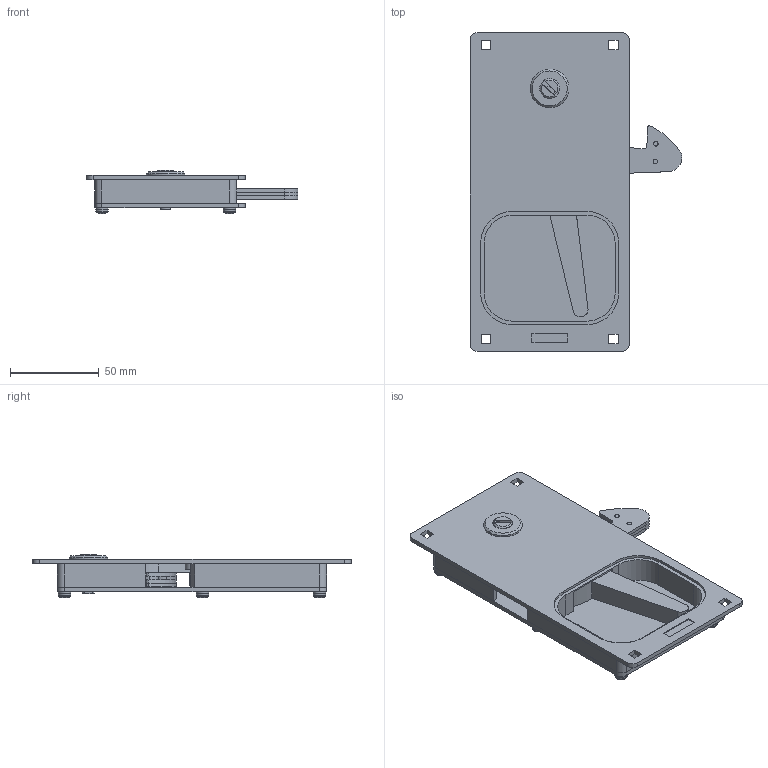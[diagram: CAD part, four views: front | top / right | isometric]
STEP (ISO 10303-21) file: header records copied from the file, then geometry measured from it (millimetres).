
FILE_DESCRIPTION (( 'STEP AP203' ), '1' );
FILE_NAME ('A-878-2-A-L_.STEP', '2023-07-07T08:40:24', ( '' ), ( '' ), 'SwSTEP 2.0', 'SolidWorks 2021', '' );
FILE_SCHEMA (( 'CONFIG_CONTROL_DESIGN' ));
Length unit declared in the file: millimetre
Products named in the file (16): 01828-B105_; 01828-B113_; 01828-B103_; 21313-B102_; 21313-B108_; 01828-B104_; A-878-2-A-L_; 01828-B101_; C-187-1M7ナット_; 01828-B107_; 01828-B106_; 21313-B000__A-878用(L_施錠　R_解錠)ﾃﾞﾌｫﾙﾄ; 21313-B101_; C-187-1座金__; 01828-B102_; COPYcross-recessed head machine screw_ver1.06__★M4x8十字穴付なべ小ねじ(SUS)SWシングルセムス(P2)
Assembly tree (24 placements, depth 3):
  A-878-2-A-L_
    01828-B101_
    01828-B102_
    01828-B103_  x2
    01828-B104_
    01828-B105_  x4
    01828-B106_
    01828-B107_
    01828-B113_
    21313-B000__A-878用(L_施錠　R_解錠)ﾃﾞﾌｫﾙﾄ
      21313-B101_
      21313-B102_
      21313-B108_
      C-187-1座金__
      C-187-1M7ナット_
    COPYcross-recessed head machine screw_ver1.06__★M4x8十字穴付なべ小ねじ(SUS)SWシングルセムス(P2)  x6
Bounding box: 119.75 x 180 x 24.75 mm (x, y, z)
Volume: 112268.8 mm3; surface area: 92629.4 mm2
Topology: 23 solids, 23 shells, 814 faces, 2137 edges, 1388 vertices
Faces by surface type: plane 374, cylinder 346, cone 66, torus 16, sphere 12
Entity records: 19399 total; most frequent: CARTESIAN_POINT 3283, DIRECTION 3105, ORIENTED_EDGE 2884, EDGE_CURVE 1442, AXIS2_PLACEMENT_3D 1144, VERTEX_POINT 946, VECTOR 817, LINE 817
